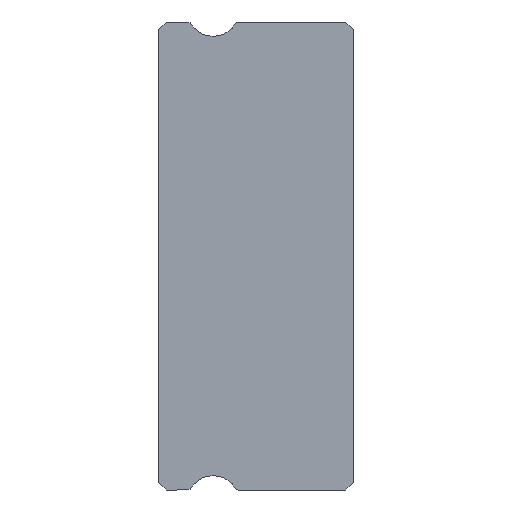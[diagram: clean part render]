
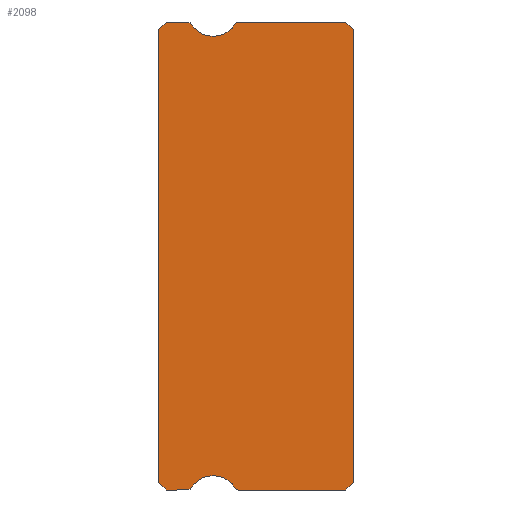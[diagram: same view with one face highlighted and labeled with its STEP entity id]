
A CAD part, left-side view. The second image highlights one B-rep face of the part: STEP entity #2098.
In plain terms, the highlighted planar face has unit normal (-1, 0, 0).
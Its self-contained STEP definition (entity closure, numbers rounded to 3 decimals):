
#7 = CARTESIAN_POINT ( 'NONE',  ( -10., 7.5, 8.7 ) ) ;
#23 = VECTOR ( 'NONE', #3158, 1000. ) ;
#38 = VECTOR ( 'NONE', #488, 1000. ) ;
#94 = ORIENTED_EDGE ( 'NONE', *, *, #1612, .T. ) ;
#106 = EDGE_CURVE ( 'NONE', #3151, #2835, #584, .T. ) ;
#154 = ORIENTED_EDGE ( 'NONE', *, *, #326, .F. ) ;
#161 = LINE ( 'NONE', #198, #283 ) ;
#171 = DIRECTION ( 'NONE',  ( 0., 0., -1. ) ) ;
#181 = AXIS2_PLACEMENT_3D ( 'NONE', #1427, #1465, #549 ) ;
#198 = CARTESIAN_POINT ( 'NONE',  ( -10., 7.5, 8.85 ) ) ;
#249 = CARTESIAN_POINT ( 'NONE',  ( -10., 6.381, -9. ) ) ;
#267 = CARTESIAN_POINT ( 'NONE',  ( -10., 7.5, 8.7 ) ) ;
#283 = VECTOR ( 'NONE', #1309, 1000. ) ;
#297 = ORIENTED_EDGE ( 'NONE', *, *, #639, .F. ) ;
#307 = DIRECTION ( 'NONE',  ( 0., -0.707, -0.707 ) ) ;
#315 = VERTEX_POINT ( 'NONE', #3545 ) ;
#321 = CARTESIAN_POINT ( 'NONE',  ( -10., 0.3, 9. ) ) ;
#326 = EDGE_CURVE ( 'NONE', #878, #338, #2187, .T. ) ;
#338 = VERTEX_POINT ( 'NONE', #2479 ) ;
#401 = CIRCLE ( 'NONE', #3255, 0.15 ) ;
#419 = CARTESIAN_POINT ( 'NONE',  ( -10., 7.5, -8.7 ) ) ;
#427 = LINE ( 'NONE', #1541, #3237 ) ;
#431 = LINE ( 'NONE', #1308, #2285 ) ;
#438 = CARTESIAN_POINT ( 'NONE',  ( -10., 4.547, -8.928 ) ) ;
#469 = VERTEX_POINT ( 'NONE', #321 ) ;
#481 = DIRECTION ( 'NONE',  ( 0., 1., 0. ) ) ;
#488 = DIRECTION ( 'NONE',  ( 0., -1., 0. ) ) ;
#510 = AXIS2_PLACEMENT_3D ( 'NONE', #824, #1928, #3334 ) ;
#515 = CIRCLE ( 'NONE', #3133, 1. ) ;
#530 = ORIENTED_EDGE ( 'NONE', *, *, #3061, .T. ) ;
#545 = EDGE_CURVE ( 'NONE', #3593, #1463, #807, .T. ) ;
#546 = ORIENTED_EDGE ( 'NONE', *, *, #1592, .F. ) ;
#547 = VERTEX_POINT ( 'NONE', #1291 ) ;
#549 = DIRECTION ( 'NONE',  ( 0., 0., -1. ) ) ;
#560 = VECTOR ( 'NONE', #307, 1000. ) ;
#584 = CIRCLE ( 'NONE', #181, 0.15 ) ;
#611 = LINE ( 'NONE', #3086, #560 ) ;
#639 = EDGE_CURVE ( 'NONE', #1355, #3481, #161, .T. ) ;
#747 = CIRCLE ( 'NONE', #510, 0.15 ) ;
#756 = EDGE_CURVE ( 'NONE', #1355, #1572, #942, .T. ) ;
#792 = EDGE_CURVE ( 'NONE', #2835, #469, #427, .T. ) ;
#807 = CIRCLE ( 'NONE', #1277, 0.15 ) ;
#812 = CARTESIAN_POINT ( 'NONE',  ( -10., 7.2, 9. ) ) ;
#824 = CARTESIAN_POINT ( 'NONE',  ( -10., 4.419, -8.85 ) ) ;
#832 = DIRECTION ( 'NONE',  ( 0., 1., 0. ) ) ;
#833 = CARTESIAN_POINT ( 'NONE',  ( -10., 7.2, -9. ) ) ;
#852 = ORIENTED_EDGE ( 'NONE', *, *, #545, .F. ) ;
#870 = LINE ( 'NONE', #3048, #2424 ) ;
#878 = VERTEX_POINT ( 'NONE', #1490 ) ;
#879 = DIRECTION ( 'NONE',  ( -1., 0., 0. ) ) ;
#890 = ORIENTED_EDGE ( 'NONE', *, *, #106, .F. ) ;
#918 = ORIENTED_EDGE ( 'NONE', *, *, #792, .F. ) ;
#942 = LINE ( 'NONE', #1253, #23 ) ;
#1011 = CARTESIAN_POINT ( 'NONE',  ( -10., 6.381, 8.85 ) ) ;
#1032 = CARTESIAN_POINT ( 'NONE',  ( -10., 5.4, 9.45 ) ) ;
#1048 = ORIENTED_EDGE ( 'NONE', *, *, #2615, .F. ) ;
#1049 = DIRECTION ( 'NONE',  ( -1., 0., 0. ) ) ;
#1060 = EDGE_CURVE ( 'NONE', #547, #3543, #515, .T. ) ;
#1111 = VERTEX_POINT ( 'NONE', #812 ) ;
#1119 = EDGE_LOOP ( 'NONE', ( #297, #1182, #3132, #852, #1124, #2461, #154, #3534, #94, #546, #918, #890, #1048, #1980, #2287, #530, #3283 ) ) ;
#1124 = ORIENTED_EDGE ( 'NONE', *, *, #2220, .F. ) ;
#1139 = CARTESIAN_POINT ( 'NONE',  ( -10., 6.253, -8.928 ) ) ;
#1182 = ORIENTED_EDGE ( 'NONE', *, *, #756, .T. ) ;
#1253 = CARTESIAN_POINT ( 'NONE',  ( -10., 7.2, -9. ) ) ;
#1254 = DIRECTION ( 'NONE',  ( 0., 0., -1. ) ) ;
#1277 = AXIS2_PLACEMENT_3D ( 'NONE', #2089, #2105, #1854 ) ;
#1291 = CARTESIAN_POINT ( 'NONE',  ( -10., 6.253, 8.928 ) ) ;
#1308 = CARTESIAN_POINT ( 'NONE',  ( -10., 0., -8.7 ) ) ;
#1309 = DIRECTION ( 'NONE',  ( 0., 0., 1. ) ) ;
#1340 = DIRECTION ( 'NONE',  ( 0., 0., -1. ) ) ;
#1355 = VERTEX_POINT ( 'NONE', #419 ) ;
#1366 = VECTOR ( 'NONE', #832, 1000. ) ;
#1415 = EDGE_CURVE ( 'NONE', #1572, #1463, #3243, .T. ) ;
#1427 = CARTESIAN_POINT ( 'NONE',  ( -10., 4.419, 8.85 ) ) ;
#1463 = VERTEX_POINT ( 'NONE', #3020 ) ;
#1465 = DIRECTION ( 'NONE',  ( 1., 0., 0. ) ) ;
#1490 = CARTESIAN_POINT ( 'NONE',  ( -10., 0.3, -9. ) ) ;
#1494 = CARTESIAN_POINT ( 'NONE',  ( -10., 6.381, 9. ) ) ;
#1541 = CARTESIAN_POINT ( 'NONE',  ( -10., 6.381, 9. ) ) ;
#1572 = VERTEX_POINT ( 'NONE', #833 ) ;
#1575 = FACE_OUTER_BOUND ( 'NONE', #1119, .T. ) ;
#1592 = EDGE_CURVE ( 'NONE', #469, #2113, #611, .T. ) ;
#1612 = EDGE_CURVE ( 'NONE', #315, #2113, #870, .T. ) ;
#1631 = CARTESIAN_POINT ( 'NONE',  ( -10., 6.381, 8.85 ) ) ;
#1657 = LINE ( 'NONE', #7, #3193 ) ;
#1678 = AXIS2_PLACEMENT_3D ( 'NONE', #2167, #1049, #3286 ) ;
#1712 = DIRECTION ( 'NONE',  ( 0., 0.707, -0.707 ) ) ;
#1739 = VERTEX_POINT ( 'NONE', #1494 ) ;
#1850 = CARTESIAN_POINT ( 'NONE',  ( -10., 4.547, 8.928 ) ) ;
#1854 = DIRECTION ( 'NONE',  ( 0., 0., -1. ) ) ;
#1883 = VECTOR ( 'NONE', #481, 1000. ) ;
#1899 = CARTESIAN_POINT ( 'NONE',  ( -10., 0., 8.7 ) ) ;
#1928 = DIRECTION ( 'NONE',  ( 1., 0., 0. ) ) ;
#1980 = ORIENTED_EDGE ( 'NONE', *, *, #1060, .F. ) ;
#2081 = DIRECTION ( 'NONE',  ( -1., 0., 0. ) ) ;
#2089 = CARTESIAN_POINT ( 'NONE',  ( -10., 6.381, -8.85 ) ) ;
#2098 = ADVANCED_FACE ( 'NONE', ( #1575 ), #2975, .F. ) ;
#2101 = DIRECTION ( 'NONE',  ( 0., -1., 0. ) ) ;
#2105 = DIRECTION ( 'NONE',  ( 1., 0., 0. ) ) ;
#2113 = VERTEX_POINT ( 'NONE', #1899 ) ;
#2167 = CARTESIAN_POINT ( 'NONE',  ( -10., 5.4, 9.45 ) ) ;
#2187 = LINE ( 'NONE', #249, #1366 ) ;
#2220 = EDGE_CURVE ( 'NONE', #3387, #3593, #3583, .T. ) ;
#2242 = EDGE_CURVE ( 'NONE', #338, #3387, #747, .T. ) ;
#2247 = AXIS2_PLACEMENT_3D ( 'NONE', #2792, #879, #3600 ) ;
#2285 = VECTOR ( 'NONE', #2288, 1000. ) ;
#2287 = ORIENTED_EDGE ( 'NONE', *, *, #2566, .F. ) ;
#2288 = DIRECTION ( 'NONE',  ( 0., 0.707, -0.707 ) ) ;
#2318 = CIRCLE ( 'NONE', #1678, 1. ) ;
#2424 = VECTOR ( 'NONE', #2516, 1000. ) ;
#2461 = ORIENTED_EDGE ( 'NONE', *, *, #2242, .F. ) ;
#2479 = CARTESIAN_POINT ( 'NONE',  ( -10., 4.419, -9. ) ) ;
#2516 = DIRECTION ( 'NONE',  ( 0., 0., 1. ) ) ;
#2566 = EDGE_CURVE ( 'NONE', #1739, #547, #401, .T. ) ;
#2615 = EDGE_CURVE ( 'NONE', #3543, #3151, #2318, .T. ) ;
#2651 = CARTESIAN_POINT ( 'NONE',  ( -10., 4.419, 9. ) ) ;
#2683 = CARTESIAN_POINT ( 'NONE',  ( -10., 7.2, 9. ) ) ;
#2684 = EDGE_CURVE ( 'NONE', #1111, #3481, #1657, .T. ) ;
#2792 = CARTESIAN_POINT ( 'NONE',  ( -10., 5.4, -9.45 ) ) ;
#2835 = VERTEX_POINT ( 'NONE', #2651 ) ;
#2841 = EDGE_CURVE ( 'NONE', #315, #878, #431, .T. ) ;
#2959 = LINE ( 'NONE', #2683, #1883 ) ;
#2975 = PLANE ( 'NONE',  #3415 ) ;
#3020 = CARTESIAN_POINT ( 'NONE',  ( -10., 6.381, -9. ) ) ;
#3048 = CARTESIAN_POINT ( 'NONE',  ( -10., 0., 8.7 ) ) ;
#3061 = EDGE_CURVE ( 'NONE', #1739, #1111, #2959, .T. ) ;
#3086 = CARTESIAN_POINT ( 'NONE',  ( -10., 0.3, 9. ) ) ;
#3132 = ORIENTED_EDGE ( 'NONE', *, *, #1415, .T. ) ;
#3133 = AXIS2_PLACEMENT_3D ( 'NONE', #1032, #2081, #1254 ) ;
#3151 = VERTEX_POINT ( 'NONE', #1850 ) ;
#3158 = DIRECTION ( 'NONE',  ( 0., -0.707, -0.707 ) ) ;
#3193 = VECTOR ( 'NONE', #1712, 1000. ) ;
#3237 = VECTOR ( 'NONE', #2101, 1000. ) ;
#3243 = LINE ( 'NONE', #3531, #38 ) ;
#3255 = AXIS2_PLACEMENT_3D ( 'NONE', #1011, #3551, #171 ) ;
#3283 = ORIENTED_EDGE ( 'NONE', *, *, #2684, .T. ) ;
#3286 = DIRECTION ( 'NONE',  ( 0., 0., -1. ) ) ;
#3287 = DIRECTION ( 'NONE',  ( 1., 0., 0. ) ) ;
#3311 = CARTESIAN_POINT ( 'NONE',  ( -10., 5.4, 8.45 ) ) ;
#3334 = DIRECTION ( 'NONE',  ( 0., 0., -1. ) ) ;
#3387 = VERTEX_POINT ( 'NONE', #438 ) ;
#3415 = AXIS2_PLACEMENT_3D ( 'NONE', #1631, #3287, #1340 ) ;
#3481 = VERTEX_POINT ( 'NONE', #267 ) ;
#3531 = CARTESIAN_POINT ( 'NONE',  ( -10., 6.381, -9. ) ) ;
#3534 = ORIENTED_EDGE ( 'NONE', *, *, #2841, .F. ) ;
#3543 = VERTEX_POINT ( 'NONE', #3311 ) ;
#3545 = CARTESIAN_POINT ( 'NONE',  ( -10., 0., -8.7 ) ) ;
#3551 = DIRECTION ( 'NONE',  ( 1., 0., 0. ) ) ;
#3583 = CIRCLE ( 'NONE', #2247, 1. ) ;
#3593 = VERTEX_POINT ( 'NONE', #1139 ) ;
#3600 = DIRECTION ( 'NONE',  ( 0., 0., -1. ) ) ;
